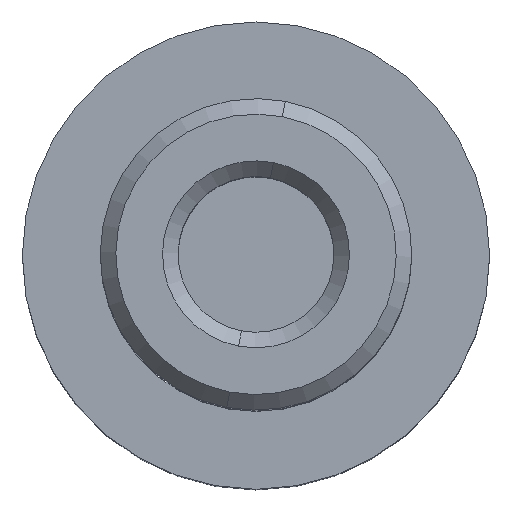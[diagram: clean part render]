
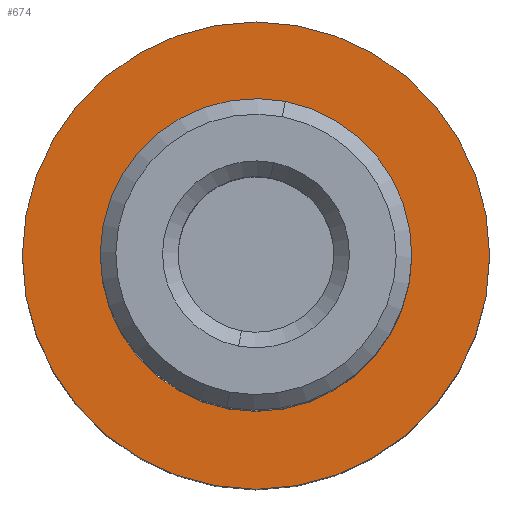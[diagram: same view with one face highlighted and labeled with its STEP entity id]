
A CAD part, top view. The second image highlights one B-rep face of the part: STEP entity #674.
In plain terms, the highlighted planar face has unit normal (0, 0, 1).
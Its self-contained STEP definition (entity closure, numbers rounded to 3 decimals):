
#13 = AXIS2_PLACEMENT_3D ( 'NONE', #26, #620, #307 ) ;
#18 = CARTESIAN_POINT ( 'NONE',  ( 0., 0., 8. ) ) ;
#23 = VERTEX_POINT ( 'NONE', #450 ) ;
#26 = CARTESIAN_POINT ( 'NONE',  ( 0., 0., 8. ) ) ;
#27 = VERTEX_POINT ( 'NONE', #171 ) ;
#78 = CIRCLE ( 'NONE', #440, 4.5 ) ;
#108 = DIRECTION ( 'NONE',  ( 1., 0., 0. ) ) ;
#120 = ORIENTED_EDGE ( 'NONE', *, *, #525, .T. ) ;
#121 = DIRECTION ( 'NONE',  ( 1., 0., 0. ) ) ;
#143 = CARTESIAN_POINT ( 'NONE',  ( 4.5, 0., 8. ) ) ;
#151 = PLANE ( 'NONE',  #313 ) ;
#152 = EDGE_LOOP ( 'NONE', ( #257, #120 ) ) ;
#164 = EDGE_CURVE ( 'NONE', #523, #23, #600, .T. ) ;
#171 = CARTESIAN_POINT ( 'NONE',  ( -4.5, 0., 8. ) ) ;
#180 = EDGE_CURVE ( 'NONE', #27, #350, #78, .T. ) ;
#195 = AXIS2_PLACEMENT_3D ( 'NONE', #18, #287, #381 ) ;
#197 = EDGE_LOOP ( 'NONE', ( #538, #576 ) ) ;
#204 = DIRECTION ( 'NONE',  ( 1., 0., 0. ) ) ;
#214 = FACE_OUTER_BOUND ( 'NONE', #152, .T. ) ;
#257 = ORIENTED_EDGE ( 'NONE', *, *, #180, .T. ) ;
#270 = CARTESIAN_POINT ( 'NONE',  ( 0., 0., 8. ) ) ;
#287 = DIRECTION ( 'NONE',  ( 0., 0., 1. ) ) ;
#307 = DIRECTION ( 'NONE',  ( 1., 0., 0. ) ) ;
#308 = EDGE_CURVE ( 'NONE', #23, #523, #431, .T. ) ;
#313 = AXIS2_PLACEMENT_3D ( 'NONE', #270, #377, #204 ) ;
#350 = VERTEX_POINT ( 'NONE', #143 ) ;
#377 = DIRECTION ( 'NONE',  ( 0., 0., 1. ) ) ;
#381 = DIRECTION ( 'NONE',  ( 1., 0., 0. ) ) ;
#404 = CIRCLE ( 'NONE', #13, 4.5 ) ;
#406 = CARTESIAN_POINT ( 'NONE',  ( -3., 0., 8. ) ) ;
#431 = CIRCLE ( 'NONE', #580, 3. ) ;
#440 = AXIS2_PLACEMENT_3D ( 'NONE', #644, #446, #121 ) ;
#446 = DIRECTION ( 'NONE',  ( 0., 0., 1. ) ) ;
#450 = CARTESIAN_POINT ( 'NONE',  ( 3., 0., 8. ) ) ;
#523 = VERTEX_POINT ( 'NONE', #406 ) ;
#525 = EDGE_CURVE ( 'NONE', #350, #27, #404, .T. ) ;
#538 = ORIENTED_EDGE ( 'NONE', *, *, #164, .F. ) ;
#576 = ORIENTED_EDGE ( 'NONE', *, *, #308, .F. ) ;
#580 = AXIS2_PLACEMENT_3D ( 'NONE', #597, #653, #108 ) ;
#597 = CARTESIAN_POINT ( 'NONE',  ( 0., 0., 8. ) ) ;
#600 = CIRCLE ( 'NONE', #195, 3. ) ;
#620 = DIRECTION ( 'NONE',  ( 0., 0., 1. ) ) ;
#637 = FACE_BOUND ( 'NONE', #197, .T. ) ;
#644 = CARTESIAN_POINT ( 'NONE',  ( 0., 0., 8. ) ) ;
#653 = DIRECTION ( 'NONE',  ( 0., 0., 1. ) ) ;
#674 = ADVANCED_FACE ( 'NONE', ( #637, #214 ), #151, .T. ) ;
